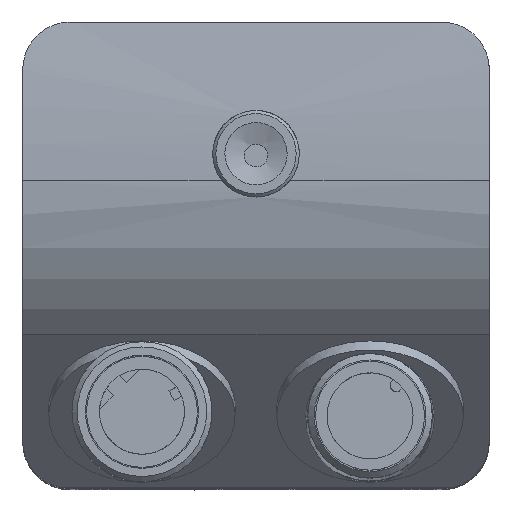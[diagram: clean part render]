
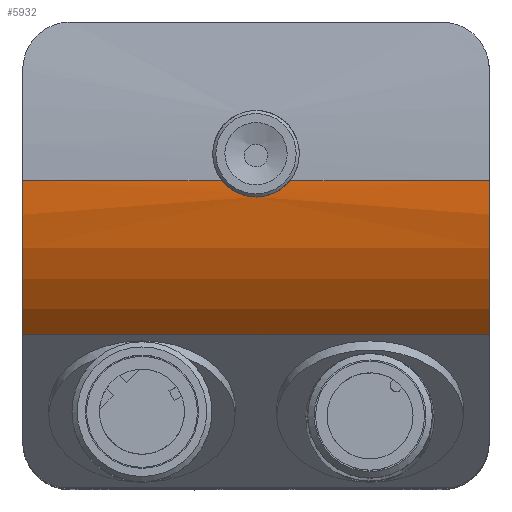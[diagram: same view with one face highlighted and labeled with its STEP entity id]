
A CAD part, top view. The second image highlights one B-rep face of the part: STEP entity #5932.
In plain terms, the highlighted cylindrical face has radius 21 mm (diameter 42 mm), a partial arc.
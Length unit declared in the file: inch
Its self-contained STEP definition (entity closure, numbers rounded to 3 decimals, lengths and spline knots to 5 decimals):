
#98 = CARTESIAN_POINT ( 'NONE',  ( -0.88583, 0.87835, -1.17205 ) ) ;
#151 = DIRECTION ( 'NONE',  ( 0., 0., -1. ) ) ;
#249 = DIRECTION ( 'NONE',  ( 1., 0., 0. ) ) ;
#271 = EDGE_CURVE ( 'NONE', #1450, #4589, #8417, .T. ) ;
#417 = CARTESIAN_POINT ( 'NONE',  ( -0.02468, 0.81734, -0.34752 ) ) ;
#576 = DIRECTION ( 'NONE',  ( 0., 0., -1. ) ) ;
#695 = AXIS2_PLACEMENT_3D ( 'NONE', #1249, #6781, #576 ) ;
#732 = CARTESIAN_POINT ( 'NONE',  ( -0.11233, 0.85969, -0.34545 ) ) ;
#798 = LINE ( 'NONE', #7539, #2963 ) ;
#1101 = CARTESIAN_POINT ( 'NONE',  ( -0.88583, 0.2938, -0.58736 ) ) ;
#1249 = CARTESIAN_POINT ( 'NONE',  ( 0.88583, 0.87835, -1.17205 ) ) ;
#1337 = B_SPLINE_CURVE_WITH_KNOTS ( 'NONE', 3,
 ( #6624, #8612, #5126, #5947, #5173, #3807, #6533, #1721, #4482, #7257, #417, #8010, #2498, #4565, #7347, #732, #3460, #4794 ),
 .UNSPECIFIED., .F., .F.,
 ( 4, 2, 2, 2, 2, 2, 2, 2, 4 ),
 ( 0., 0.00094, 0.00187, 0.00281, 0.00374, 0.00468, 0.00562, 0.00655, 0.00749 ),
 .UNSPECIFIED. ) ;
#1450 = VERTEX_POINT ( 'NONE', #8835 ) ;
#1721 = CARTESIAN_POINT ( 'NONE',  ( 0.02465, 0.81733, -0.34753 ) ) ;
#2113 = VECTOR ( 'NONE', #249, 39.37008 ) ;
#2252 = VECTOR ( 'NONE', #2706, 39.37008 ) ;
#2347 = AXIS2_PLACEMENT_3D ( 'NONE', #98, #6853, #3587 ) ;
#2352 = EDGE_CURVE ( 'NONE', #6652, #8145, #1337, .T. ) ;
#2480 = VERTEX_POINT ( 'NONE', #5669 ) ;
#2498 = CARTESIAN_POINT ( 'NONE',  ( -0.0603, 0.8269, -0.34686 ) ) ;
#2706 = DIRECTION ( 'NONE',  ( 1., 0., 0. ) ) ;
#2782 = EDGE_CURVE ( 'NONE', #4589, #2480, #798, .T. ) ;
#2942 = EDGE_CURVE ( 'NONE', #6829, #2480, #7711, .T. ) ;
#2963 = VECTOR ( 'NONE', #6144, 39.37008 ) ;
#3460 = CARTESIAN_POINT ( 'NONE',  ( -0.12119, 0.86857, -0.34528 ) ) ;
#3587 = DIRECTION ( 'NONE',  ( 0., 0., -1. ) ) ;
#3807 = CARTESIAN_POINT ( 'NONE',  ( 0.06054, 0.82701, -0.34685 ) ) ;
#3867 = ORIENTED_EDGE ( 'NONE', *, *, #8647, .F. ) ;
#4157 = CARTESIAN_POINT ( 'NONE',  ( 0.12892, 0.87835, -0.34528 ) ) ;
#4482 = CARTESIAN_POINT ( 'NONE',  ( 0.01243, 0.81595, -0.34763 ) ) ;
#4565 = CARTESIAN_POINT ( 'NONE',  ( -0.08272, 0.83773, -0.34626 ) ) ;
#4589 = VERTEX_POINT ( 'NONE', #1101 ) ;
#4672 = FACE_OUTER_BOUND ( 'NONE', #5567, .T. ) ;
#4700 = ORIENTED_EDGE ( 'NONE', *, *, #2352, .T. ) ;
#4794 = CARTESIAN_POINT ( 'NONE',  ( -0.12892, 0.87835, -0.34528 ) ) ;
#5126 = CARTESIAN_POINT ( 'NONE',  ( 0.11251, 0.85985, -0.34545 ) ) ;
#5173 = CARTESIAN_POINT ( 'NONE',  ( 0.08269, 0.83773, -0.34626 ) ) ;
#5473 = LINE ( 'NONE', #7413, #2252 ) ;
#5567 = EDGE_LOOP ( 'NONE', ( #5714, #6597, #4700, #3867, #8174, #5890 ) ) ;
#5669 = CARTESIAN_POINT ( 'NONE',  ( 0.88583, 0.2938, -0.58736 ) ) ;
#5714 = ORIENTED_EDGE ( 'NONE', *, *, #2942, .F. ) ;
#5782 = DIRECTION ( 'NONE',  ( 1., 0., 0. ) ) ;
#5890 = ORIENTED_EDGE ( 'NONE', *, *, #2782, .T. ) ;
#5932 = ADVANCED_FACE ( 'NONE', ( #4672 ), #7449, .T. ) ;
#5947 = CARTESIAN_POINT ( 'NONE',  ( 0.09332, 0.84445, -0.34593 ) ) ;
#6144 = DIRECTION ( 'NONE',  ( 1., 0., 0. ) ) ;
#6533 = CARTESIAN_POINT ( 'NONE',  ( 0.04894, 0.82291, -0.34713 ) ) ;
#6597 = ORIENTED_EDGE ( 'NONE', *, *, #6815, .F. ) ;
#6624 = CARTESIAN_POINT ( 'NONE',  ( 0.12892, 0.87835, -0.34528 ) ) ;
#6652 = VERTEX_POINT ( 'NONE', #4157 ) ;
#6781 = DIRECTION ( 'NONE',  ( 1., 0., 0. ) ) ;
#6815 = EDGE_CURVE ( 'NONE', #6652, #6829, #5473, .T. ) ;
#6829 = VERTEX_POINT ( 'NONE', #8222 ) ;
#6853 = DIRECTION ( 'NONE',  ( 1., 0., 0. ) ) ;
#7127 = CARTESIAN_POINT ( 'NONE',  ( 0.88583, 0.87835, -0.34528 ) ) ;
#7257 = CARTESIAN_POINT ( 'NONE',  ( -0.01218, 0.81594, -0.34763 ) ) ;
#7347 = CARTESIAN_POINT ( 'NONE',  ( -0.09312, 0.84431, -0.34594 ) ) ;
#7413 = CARTESIAN_POINT ( 'NONE',  ( 0.88583, 0.87835, -0.34528 ) ) ;
#7449 = CYLINDRICAL_SURFACE ( 'NONE', #695, 0.82677 ) ;
#7539 = CARTESIAN_POINT ( 'NONE',  ( 0.88583, 0.2938, -0.58736 ) ) ;
#7711 = CIRCLE ( 'NONE', #7987, 0.82677 ) ;
#7887 = LINE ( 'NONE', #7127, #2113 ) ;
#7987 = AXIS2_PLACEMENT_3D ( 'NONE', #8441, #5782, #151 ) ;
#8010 = CARTESIAN_POINT ( 'NONE',  ( -0.04867, 0.82283, -0.34714 ) ) ;
#8145 = VERTEX_POINT ( 'NONE', #8400 ) ;
#8174 = ORIENTED_EDGE ( 'NONE', *, *, #271, .T. ) ;
#8222 = CARTESIAN_POINT ( 'NONE',  ( 0.88583, 0.87835, -0.34528 ) ) ;
#8400 = CARTESIAN_POINT ( 'NONE',  ( -0.12892, 0.87835, -0.34528 ) ) ;
#8417 = CIRCLE ( 'NONE', #2347, 0.82677 ) ;
#8441 = CARTESIAN_POINT ( 'NONE',  ( 0.88583, 0.87835, -1.17205 ) ) ;
#8612 = CARTESIAN_POINT ( 'NONE',  ( 0.12119, 0.86857, -0.34528 ) ) ;
#8647 = EDGE_CURVE ( 'NONE', #1450, #8145, #7887, .T. ) ;
#8835 = CARTESIAN_POINT ( 'NONE',  ( -0.88583, 0.87835, -0.34528 ) ) ;
